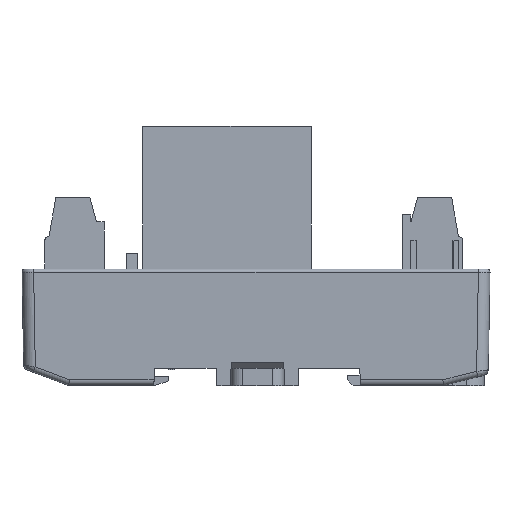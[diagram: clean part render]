
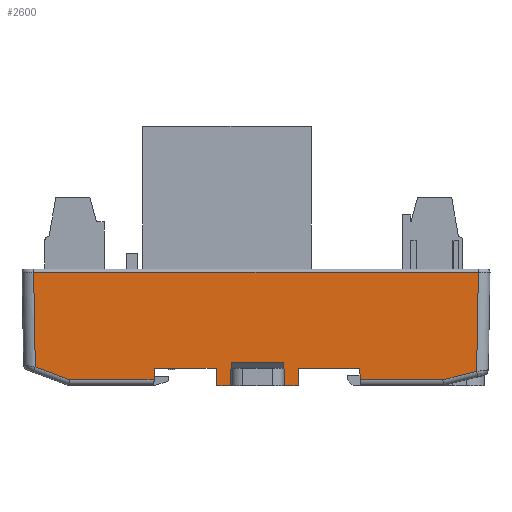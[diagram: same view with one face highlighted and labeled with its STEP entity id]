
A CAD part, front view. The second image highlights one B-rep face of the part: STEP entity #2600.
In plain terms, the highlighted planar face has unit normal (0, -1, -0.018).
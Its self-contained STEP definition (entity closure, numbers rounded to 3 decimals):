
#1705=FACE_OUTER_BOUND('',#4871,.T.);
#2600=ADVANCED_FACE('',(#1705),#3550,.T.);
#3550=PLANE('',#19724);
#4871=EDGE_LOOP('',(#6618,#6619,#6620,#6621,#6622,#6623,#6624,#6625,#6626,
#6627,#6628,#6629,#6630,#6631,#6632,#6633,#6634,#6635));
#6618=ORIENTED_EDGE('',*,*,#13249,.T.);
#6619=ORIENTED_EDGE('',*,*,#13250,.T.);
#6620=ORIENTED_EDGE('',*,*,#13246,.T.);
#6621=ORIENTED_EDGE('',*,*,#13251,.T.);
#6622=ORIENTED_EDGE('',*,*,#13252,.T.);
#6623=ORIENTED_EDGE('',*,*,#13253,.F.);
#6624=ORIENTED_EDGE('',*,*,#13254,.F.);
#6625=ORIENTED_EDGE('',*,*,#13255,.F.);
#6626=ORIENTED_EDGE('',*,*,#13256,.F.);
#6627=ORIENTED_EDGE('',*,*,#13257,.T.);
#6628=ORIENTED_EDGE('',*,*,#13258,.T.);
#6629=ORIENTED_EDGE('',*,*,#13259,.T.);
#6630=ORIENTED_EDGE('',*,*,#13260,.F.);
#6631=ORIENTED_EDGE('',*,*,#13261,.T.);
#6632=ORIENTED_EDGE('',*,*,#12859,.F.);
#6633=ORIENTED_EDGE('',*,*,#13262,.F.);
#6634=ORIENTED_EDGE('',*,*,#13263,.T.);
#6635=ORIENTED_EDGE('',*,*,#13264,.T.);
#11086=VERTEX_POINT('',#25629);
#11087=VERTEX_POINT('',#25631);
#11354=VERTEX_POINT('',#27003);
#11355=VERTEX_POINT('',#27004);
#11356=VERTEX_POINT('',#27014);
#11357=VERTEX_POINT('',#27015);
#11358=VERTEX_POINT('',#27018);
#11359=VERTEX_POINT('',#27020);
#11360=VERTEX_POINT('',#27022);
#11361=VERTEX_POINT('',#27024);
#11362=VERTEX_POINT('',#27026);
#11363=VERTEX_POINT('',#27028);
#11364=VERTEX_POINT('',#27030);
#11365=VERTEX_POINT('',#27032);
#11366=VERTEX_POINT('',#27034);
#11367=VERTEX_POINT('',#27036);
#11368=VERTEX_POINT('',#27039);
#11369=VERTEX_POINT('',#27041);
#12859=EDGE_CURVE('',#11086,#11087,#15448,.T.);
#13246=EDGE_CURVE('',#11354,#11355,#15769,.T.);
#13249=EDGE_CURVE('',#11356,#11357,#15770,.T.);
#13250=EDGE_CURVE('',#11357,#11354,#15771,.T.);
#13251=EDGE_CURVE('',#11355,#11358,#15772,.T.);
#13252=EDGE_CURVE('',#11358,#11359,#15773,.T.);
#13253=EDGE_CURVE('',#11360,#11359,#15774,.T.);
#13254=EDGE_CURVE('',#11361,#11360,#15775,.T.);
#13255=EDGE_CURVE('',#11362,#11361,#15776,.T.);
#13256=EDGE_CURVE('',#11363,#11362,#15777,.T.);
#13257=EDGE_CURVE('',#11363,#11364,#15778,.T.);
#13258=EDGE_CURVE('',#11364,#11365,#15779,.T.);
#13259=EDGE_CURVE('',#11365,#11366,#15780,.T.);
#13260=EDGE_CURVE('',#11367,#11366,#15781,.T.);
#13261=EDGE_CURVE('',#11367,#11087,#15782,.T.);
#13262=EDGE_CURVE('',#11368,#11086,#15783,.T.);
#13263=EDGE_CURVE('',#11368,#11369,#15784,.T.);
#13264=EDGE_CURVE('',#11369,#11356,#15785,.T.);
#15448=LINE('',#25630,#17514);
#15769=LINE('',#27002,#17847);
#15770=LINE('',#27013,#17848);
#15771=LINE('',#27016,#17849);
#15772=LINE('',#27017,#17850);
#15773=LINE('',#27019,#17851);
#15774=LINE('',#27021,#17852);
#15775=LINE('',#27023,#17853);
#15776=LINE('',#27025,#17854);
#15777=LINE('',#27027,#17855);
#15778=LINE('',#27029,#17856);
#15779=LINE('',#27031,#17857);
#15780=LINE('',#27033,#17858);
#15781=LINE('',#27035,#17859);
#15782=LINE('',#27037,#17860);
#15783=LINE('',#27038,#17861);
#15784=LINE('',#27040,#17862);
#15785=LINE('',#27042,#17863);
#17514=VECTOR('',#20937,1.);
#17847=VECTOR('',#21598,1.);
#17848=VECTOR('',#21603,1.);
#17849=VECTOR('',#21604,1.);
#17850=VECTOR('',#21605,1.);
#17851=VECTOR('',#21606,1.);
#17852=VECTOR('',#21607,1.);
#17853=VECTOR('',#21608,1.);
#17854=VECTOR('',#21609,1.);
#17855=VECTOR('',#21610,1.);
#17856=VECTOR('',#21611,1.);
#17857=VECTOR('',#21612,1.);
#17858=VECTOR('',#21613,1.);
#17859=VECTOR('',#21614,1.);
#17860=VECTOR('',#21615,1.);
#17861=VECTOR('',#21616,1.);
#17862=VECTOR('',#21617,1.);
#17863=VECTOR('',#21618,1.);
#19724=AXIS2_PLACEMENT_3D('',#27043,#21619,#21620);
#20937=DIRECTION('',(-1.,0.,0.));
#21598=DIRECTION('',(0.017,0.017,-1.));
#21603=DIRECTION('',(0.017,-0.017,1.));
#21604=DIRECTION('',(-1.,0.,0.));
#21605=DIRECTION('',(0.936,0.006,-0.351));
#21606=DIRECTION('',(1.,0.,0.));
#21607=DIRECTION('',(-0.017,0.017,-1.));
#21608=DIRECTION('',(-1.,0.,0.));
#21609=DIRECTION('',(-0.035,-0.017,0.999));
#21610=DIRECTION('',(-1.,0.,0.));
#21611=DIRECTION('',(0.035,-0.017,0.999));
#21612=DIRECTION('',(1.,0.,0.));
#21613=DIRECTION('',(0.035,0.017,-0.999));
#21614=DIRECTION('',(-1.,0.,0.));
#21615=DIRECTION('',(0.035,-0.017,0.999));
#21616=DIRECTION('',(-0.017,-0.017,1.));
#21617=DIRECTION('',(1.,0.,0.));
#21618=DIRECTION('',(0.97,-0.004,0.243));
#21619=DIRECTION('',(0.,-1.,-0.017));
#21620=DIRECTION('',(0.,-0.017,1.));
#25629=CARTESIAN_POINT('',(-131.343,243.792,-6.541));
#25630=CARTESIAN_POINT('',(-149.192,243.792,-6.541));
#25631=CARTESIAN_POINT('',(-141.829,243.792,-6.541));
#27002=CARTESIAN_POINT('',(-187.39,243.507,9.795));
#27003=CARTESIAN_POINT('',(-187.392,243.504,9.951));
#27004=CARTESIAN_POINT('',(-187.108,243.789,-6.35));
#27013=CARTESIAN_POINT('',(-110.982,243.495,10.494));
#27014=CARTESIAN_POINT('',(-111.289,243.802,-7.104));
#27015=CARTESIAN_POINT('',(-110.991,243.504,9.951));
#27016=CARTESIAN_POINT('',(-149.192,243.504,9.951));
#27017=CARTESIAN_POINT('',(-159.396,243.97,-16.742));
#27018=CARTESIAN_POINT('',(-181.22,243.828,-8.558));
#27019=CARTESIAN_POINT('',(-149.192,243.828,-8.558));
#27020=CARTESIAN_POINT('',(-166.71,243.828,-8.558));
#27021=CARTESIAN_POINT('',(-166.373,243.49,10.762));
#27022=CARTESIAN_POINT('',(-166.675,243.792,-6.541));
#27023=CARTESIAN_POINT('',(-149.192,243.792,-6.541));
#27024=CARTESIAN_POINT('',(-156.039,243.792,-6.541));
#27025=CARTESIAN_POINT('',(-156.623,243.5,10.203));
#27026=CARTESIAN_POINT('',(-155.934,243.845,-9.541));
#27027=CARTESIAN_POINT('',(-148.934,243.845,-9.541));
#27028=CARTESIAN_POINT('',(-153.589,243.845,-9.541));
#27029=CARTESIAN_POINT('',(-152.886,243.493,10.591));
#27030=CARTESIAN_POINT('',(-153.449,243.775,-5.541));
#27031=CARTESIAN_POINT('',(-149.192,243.775,-5.541));
#27032=CARTESIAN_POINT('',(-144.419,243.775,-5.541));
#27033=CARTESIAN_POINT('',(-144.983,243.493,10.609));
#27034=CARTESIAN_POINT('',(-144.279,243.845,-9.541));
#27035=CARTESIAN_POINT('',(-148.934,243.845,-9.541));
#27036=CARTESIAN_POINT('',(-141.934,243.845,-9.541));
#27037=CARTESIAN_POINT('',(-141.95,243.853,-10.014));
#27038=CARTESIAN_POINT('',(-131.332,243.803,-7.169));
#27039=CARTESIAN_POINT('',(-131.308,243.828,-8.558));
#27040=CARTESIAN_POINT('',(-149.192,243.828,-8.558));
#27041=CARTESIAN_POINT('',(-117.106,243.828,-8.558));
#27042=CARTESIAN_POINT('',(-142.827,243.94,-14.988));
#27043=CARTESIAN_POINT('',(-149.192,243.496,10.462));
